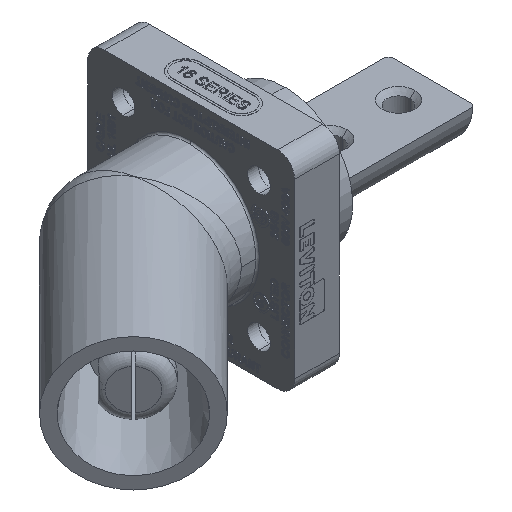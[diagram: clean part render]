
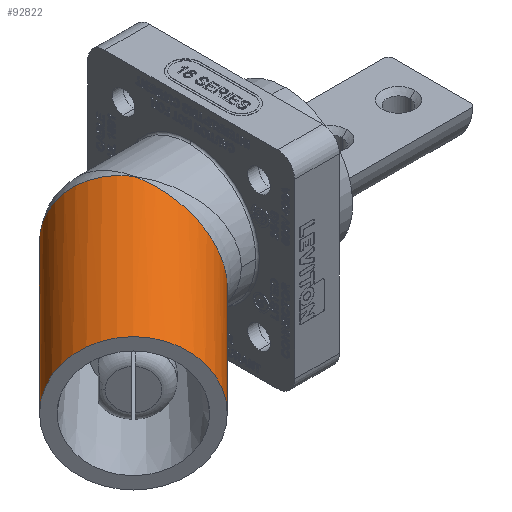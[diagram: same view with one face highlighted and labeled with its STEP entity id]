
A CAD part, isometric view. The second image highlights one B-rep face of the part: STEP entity #92822.
In plain terms, the highlighted cylindrical face has radius 18.669 mm (diameter 37.338 mm), a partial arc.
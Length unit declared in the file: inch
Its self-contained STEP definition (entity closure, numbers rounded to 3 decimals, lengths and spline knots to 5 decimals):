
#1043 = CARTESIAN_POINT ( 'NONE',  ( -0.69641, -0.2048, 2.62704 ) ) ;
#1674 = CIRCLE ( 'NONE', #113343, 0.735 ) ;
#3013 = DIRECTION ( 'NONE',  ( -0.707, -0.707, 0. ) ) ;
#3192 = EDGE_LOOP ( 'NONE', ( #17456, #11891, #108811, #88394, #106281 ) ) ;
#6664 = DIRECTION ( 'NONE',  ( -0.707, -0.707, 0. ) ) ;
#9728 = EDGE_CURVE ( 'NONE', #47466, #26462, #33292, .T. ) ;
#11041 = DIRECTION ( 'NONE',  ( 0.707, 0.707, 0. ) ) ;
#11891 = ORIENTED_EDGE ( 'NONE', *, *, #36125, .T. ) ;
#13994 = VERTEX_POINT ( 'NONE', #107052 ) ;
#14947 = CARTESIAN_POINT ( 'NONE',  ( 0.29795, 2.86845, 2.62704 ) ) ;
#17126 = VECTOR ( 'NONE', #3013, 39.37008 ) ;
#17456 = ORIENTED_EDGE ( 'NONE', *, *, #9728, .T. ) ;
#20563 = DIRECTION ( 'NONE',  ( -0.707, 0.707, 0. ) ) ;
#26462 = VERTEX_POINT ( 'NONE', #94755 ) ;
#27462 = CARTESIAN_POINT ( 'NONE',  ( 0.43512, 1.35728, 3.36204 ) ) ;
#32910 = CARTESIAN_POINT ( 'NONE',  ( 1.33739, 1.82901, 2.62704 ) ) ;
#33292 =( BOUNDED_CURVE ( )  B_SPLINE_CURVE ( 3, ( #38989, #125459, #49146, #87962 ),
 .UNSPECIFIED., .F., .F. ) 
 B_SPLINE_CURVE_WITH_KNOTS ( ( 4, 4 ),
 ( 1.5708, 3.14159 ),
 .UNSPECIFIED. ) 
 CURVE ( )  GEOMETRIC_REPRESENTATION_ITEM ( )  RATIONAL_B_SPLINE_CURVE ( ( 1., 0.805, 0.805, 1. ) ) 
 REPRESENTATION_ITEM ( '' )  );
#35148 =( BOUNDED_CURVE ( )  B_SPLINE_CURVE ( 3, ( #95511, #66914, #27462, #56748 ),
 .UNSPECIFIED., .F., .F. ) 
 B_SPLINE_CURVE_WITH_KNOTS ( ( 4, 4 ),
 ( 0., 1.5708 ),
 .UNSPECIFIED. ) 
 CURVE ( )  GEOMETRIC_REPRESENTATION_ITEM ( )  RATIONAL_B_SPLINE_CURVE ( ( 1., 0.805, 0.805, 1. ) ) 
 REPRESENTATION_ITEM ( '' )  );
#36125 = EDGE_CURVE ( 'NONE', #26462, #13994, #65862, .T. ) ;
#38989 = CARTESIAN_POINT ( 'NONE',  ( 0.32112, 1.85218, 3.36204 ) ) ;
#42368 = CARTESIAN_POINT ( 'NONE',  ( 0.51573, 1.00734, 2.62704 ) ) ;
#44482 = EDGE_CURVE ( 'NONE', #75643, #75586, #72359, .T. ) ;
#47466 = VERTEX_POINT ( 'NONE', #93198 ) ;
#49146 = CARTESIAN_POINT ( 'NONE',  ( -0.09317, 2.47734, 3.0576 ) ) ;
#53764 = FACE_OUTER_BOUND ( 'NONE', #3192, .T. ) ;
#56748 = CARTESIAN_POINT ( 'NONE',  ( 0.32112, 1.85218, 3.36204 ) ) ;
#58256 = AXIS2_PLACEMENT_3D ( 'NONE', #65208, #6664, #122398 ) ;
#65208 = CARTESIAN_POINT ( 'NONE',  ( 0.81767, 2.34873, 2.62704 ) ) ;
#65862 = LINE ( 'NONE', #14947, #110920 ) ;
#66914 = CARTESIAN_POINT ( 'NONE',  ( 0.51573, 1.00734, 3.0576 ) ) ;
#72066 = EDGE_CURVE ( 'NONE', #13994, #75586, #1674, .T. ) ;
#72359 = LINE ( 'NONE', #32910, #17126 ) ;
#73483 = CYLINDRICAL_SURFACE ( 'NONE', #58256, 0.735 ) ;
#75586 = VERTEX_POINT ( 'NONE', #1043 ) ;
#75643 = VERTEX_POINT ( 'NONE', #42368 ) ;
#84945 = DIRECTION ( 'NONE',  ( -0.707, -0.707, 0. ) ) ;
#87962 = CARTESIAN_POINT ( 'NONE',  ( -0.09317, 2.47734, 2.62704 ) ) ;
#88394 = ORIENTED_EDGE ( 'NONE', *, *, #44482, .F. ) ;
#92822 = ADVANCED_FACE ( 'NONE', ( #53764 ), #73483, .T. ) ;
#93198 = CARTESIAN_POINT ( 'NONE',  ( 0.32112, 1.85218, 3.36204 ) ) ;
#94755 = CARTESIAN_POINT ( 'NONE',  ( -0.09317, 2.47734, 2.62704 ) ) ;
#95511 = CARTESIAN_POINT ( 'NONE',  ( 0.51573, 1.00734, 2.62704 ) ) ;
#105326 = EDGE_CURVE ( 'NONE', #75643, #47466, #35148, .T. ) ;
#106281 = ORIENTED_EDGE ( 'NONE', *, *, #105326, .T. ) ;
#107052 = CARTESIAN_POINT ( 'NONE',  ( -1.73586, 0.83465, 2.62704 ) ) ;
#108811 = ORIENTED_EDGE ( 'NONE', *, *, #72066, .T. ) ;
#110920 = VECTOR ( 'NONE', #84945, 39.37008 ) ;
#113343 = AXIS2_PLACEMENT_3D ( 'NONE', #116623, #11041, #20563 ) ;
#116623 = CARTESIAN_POINT ( 'NONE',  ( -1.21613, 0.31493, 2.62704 ) ) ;
#122398 = DIRECTION ( 'NONE',  ( 0.707, -0.707, 0. ) ) ;
#125459 = CARTESIAN_POINT ( 'NONE',  ( 0.07844, 2.21839, 3.36204 ) ) ;
